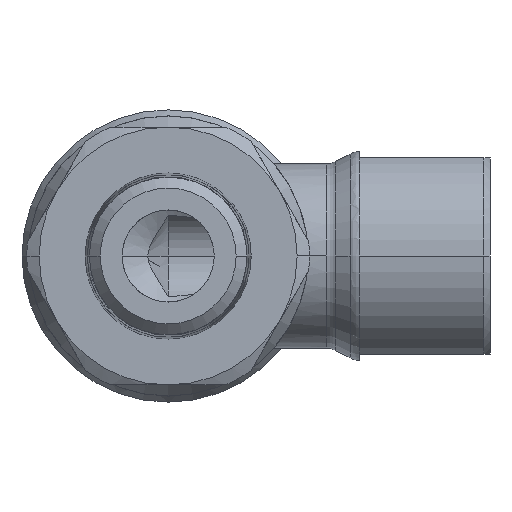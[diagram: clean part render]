
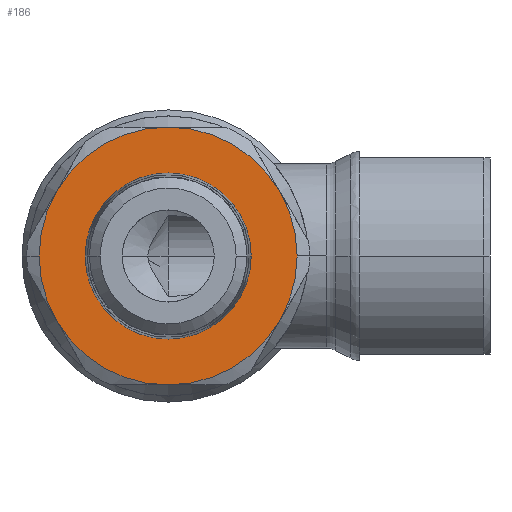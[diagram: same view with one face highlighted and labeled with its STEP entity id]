
A CAD part, front view. The second image highlights one B-rep face of the part: STEP entity #186.
In plain terms, the highlighted planar face has unit normal (0, -1, 0).
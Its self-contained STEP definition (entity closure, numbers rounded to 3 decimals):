
#186=ADVANCED_FACE('',(#484,#485),#486,.T.);
#484=FACE_OUTER_BOUND('',#784,.T.);
#485=FACE_BOUND('',#785,.T.);
#486=PLANE('',#786);
#784=EDGE_LOOP('',(#1870,#1871,#1872,#1873,#1874,#1875,#1876,#1877));
#785=EDGE_LOOP('',(#1878,#1879));
#786=AXIS2_PLACEMENT_3D('',#1880,#1881,#1882);
#1870=ORIENTED_EDGE('',*,*,#2182,.F.);
#1871=ORIENTED_EDGE('',*,*,#2179,.F.);
#1872=ORIENTED_EDGE('',*,*,#2176,.F.);
#1873=ORIENTED_EDGE('',*,*,#2012,.F.);
#1874=ORIENTED_EDGE('',*,*,#2174,.F.);
#1875=ORIENTED_EDGE('',*,*,#2190,.F.);
#1876=ORIENTED_EDGE('',*,*,#2006,.F.);
#1877=ORIENTED_EDGE('',*,*,#2185,.F.);
#1878=ORIENTED_EDGE('',*,*,#1989,.T.);
#1879=ORIENTED_EDGE('',*,*,#2205,.T.);
#1880=CARTESIAN_POINT('',(-4.55,11.9,0.0));
#1881=DIRECTION('',(0.,-1.0,0.0));
#1882=DIRECTION('',(1.0,0.,0.0));
#1989=EDGE_CURVE('',#2403,#2407,#2409,.T.);
#2006=EDGE_CURVE('',#2439,#2442,#2443,.T.);
#2012=EDGE_CURVE('',#2452,#2448,#2454,.T.);
#2174=EDGE_CURVE('',#2715,#2452,#2717,.T.);
#2176=EDGE_CURVE('',#2448,#2719,#2720,.T.);
#2179=EDGE_CURVE('',#2719,#2723,#2724,.T.);
#2182=EDGE_CURVE('',#2723,#2727,#2728,.T.);
#2185=EDGE_CURVE('',#2727,#2439,#2731,.T.);
#2190=EDGE_CURVE('',#2442,#2715,#2736,.T.);
#2205=EDGE_CURVE('',#2407,#2403,#2753,.T.);
#2403=VERTEX_POINT('',#3002);
#2407=VERTEX_POINT('',#3007);
#2409=CIRCLE('',#3010,6.76);
#2439=VERTEX_POINT('',#3068);
#2442=VERTEX_POINT('',#3072);
#2443=CIRCLE('',#3073,10.5);
#2448=VERTEX_POINT('',#3089);
#2452=VERTEX_POINT('',#3094);
#2454=CIRCLE('',#3107,10.5);
#2715=VERTEX_POINT('',#3679);
#2717=CIRCLE('',#3692,10.5);
#2719=VERTEX_POINT('',#3705);
#2720=CIRCLE('',#3706,10.5);
#2723=VERTEX_POINT('',#3731);
#2724=CIRCLE('',#3732,10.5);
#2727=VERTEX_POINT('',#3757);
#2728=CIRCLE('',#3758,10.5);
#2731=CIRCLE('',#3783,10.5);
#2736=CIRCLE('',#3832,10.5);
#2753=CIRCLE('',#3937,6.76);
#3002=CARTESIAN_POINT('',(6.76,11.9,0.0));
#3007=CARTESIAN_POINT('',(-6.76,11.9,0.));
#3010=AXIS2_PLACEMENT_3D('',#4189,#4190,#4191);
#3068=CARTESIAN_POINT('',(10.5,11.9,0.));
#3072=CARTESIAN_POINT('',(9.093,11.9,-5.25));
#3073=AXIS2_PLACEMENT_3D('',#4220,#4221,#4222);
#3089=CARTESIAN_POINT('',(-10.5,11.9,0.));
#3094=CARTESIAN_POINT('',(-9.093,11.9,-5.25));
#3107=AXIS2_PLACEMENT_3D('',#4230,#4231,#4232);
#3679=CARTESIAN_POINT('',(0.0,11.9,-10.5));
#3692=AXIS2_PLACEMENT_3D('',#4581,#4582,#4583);
#3705=CARTESIAN_POINT('',(-9.093,11.9,5.25));
#3706=AXIS2_PLACEMENT_3D('',#4584,#4585,#4586);
#3731=CARTESIAN_POINT('',(0.,11.9,10.5));
#3732=AXIS2_PLACEMENT_3D('',#4587,#4588,#4589);
#3757=CARTESIAN_POINT('',(9.093,11.9,5.25));
#3758=AXIS2_PLACEMENT_3D('',#4590,#4591,#4592);
#3783=AXIS2_PLACEMENT_3D('',#4593,#4594,#4595);
#3832=AXIS2_PLACEMENT_3D('',#4596,#4597,#4598);
#3937=AXIS2_PLACEMENT_3D('',#4617,#4618,#4619);
#4189=CARTESIAN_POINT('',(0.0,11.9,0.0));
#4190=DIRECTION('',(0.,1.0,0.0));
#4191=DIRECTION('',(1.0,0.,0.0));
#4220=CARTESIAN_POINT('',(0.0,11.9,0.0));
#4221=DIRECTION('',(-0.0,1.0,0.0));
#4222=DIRECTION('',(1.0,0.0,0.0));
#4230=CARTESIAN_POINT('',(0.0,11.9,0.0));
#4231=DIRECTION('',(-0.0,1.0,0.0));
#4232=DIRECTION('',(1.0,0.0,0.0));
#4581=CARTESIAN_POINT('',(0.0,11.9,0.0));
#4582=DIRECTION('',(-0.0,1.0,0.0));
#4583=DIRECTION('',(1.0,0.0,0.0));
#4584=CARTESIAN_POINT('',(0.0,11.9,0.0));
#4585=DIRECTION('',(-0.0,1.0,0.0));
#4586=DIRECTION('',(1.0,0.0,0.0));
#4587=CARTESIAN_POINT('',(0.0,11.9,0.0));
#4588=DIRECTION('',(-0.0,1.0,0.0));
#4589=DIRECTION('',(1.0,0.0,0.0));
#4590=CARTESIAN_POINT('',(0.0,11.9,0.0));
#4591=DIRECTION('',(-0.0,1.0,0.0));
#4592=DIRECTION('',(1.0,0.0,0.0));
#4593=CARTESIAN_POINT('',(0.0,11.9,0.0));
#4594=DIRECTION('',(-0.0,1.0,0.0));
#4595=DIRECTION('',(1.0,0.0,0.0));
#4596=CARTESIAN_POINT('',(0.0,11.9,0.0));
#4597=DIRECTION('',(-0.0,1.0,0.0));
#4598=DIRECTION('',(1.0,0.0,0.0));
#4617=CARTESIAN_POINT('',(0.0,11.9,0.0));
#4618=DIRECTION('',(0.,1.0,0.0));
#4619=DIRECTION('',(1.0,0.,0.0));
